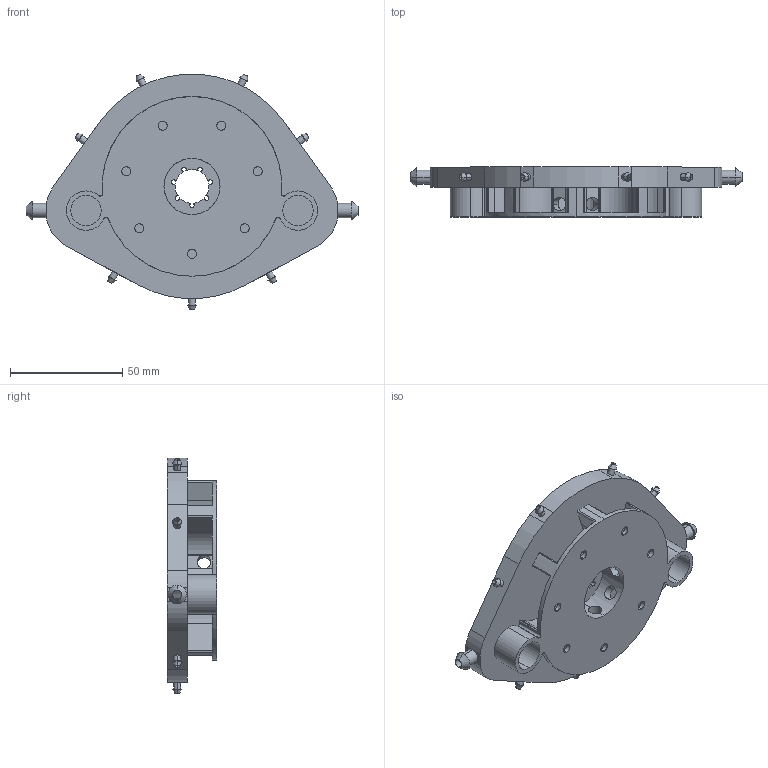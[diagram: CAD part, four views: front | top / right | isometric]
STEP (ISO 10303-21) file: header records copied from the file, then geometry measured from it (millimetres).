
FILE_DESCRIPTION (( 'STEP AP214' ), '1' );
FILE_NAME ('Pump.STEP', '2024-03-27T22:23:37', ( '' ), ( '' ), 'SwSTEP 2.0', 'SolidWorks 2022', '' );
FILE_SCHEMA (( 'AUTOMOTIVE_DESIGN' ));
Length unit declared in the file: millimetre
Products named in the file (1): Pump
Bounding box: 147.76 x 22.2 x 104.8 mm (x, y, z)
Volume: 74459.8 mm3; surface area: 52648.6 mm2
Topology: 1 solids, 1 shells, 313 faces, 867 edges, 560 vertices
Faces by surface type: cylinder 218, plane 77, cone 18
Entity records: 10987 total; most frequent: CARTESIAN_POINT 2525, DIRECTION 1895, ORIENTED_EDGE 1734, EDGE_CURVE 867, AXIS2_PLACEMENT_3D 750, VERTEX_POINT 560, CIRCLE 436, LINE 395
